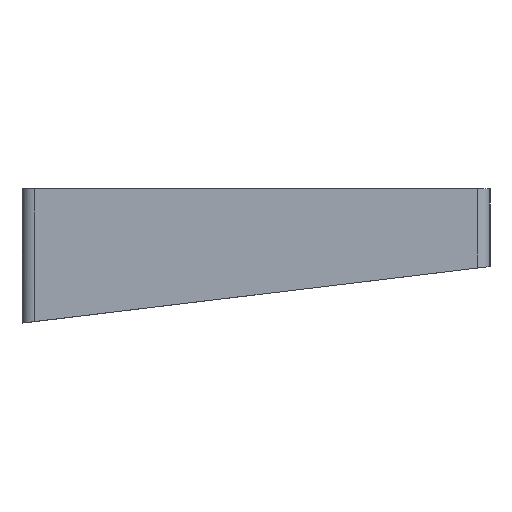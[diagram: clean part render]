
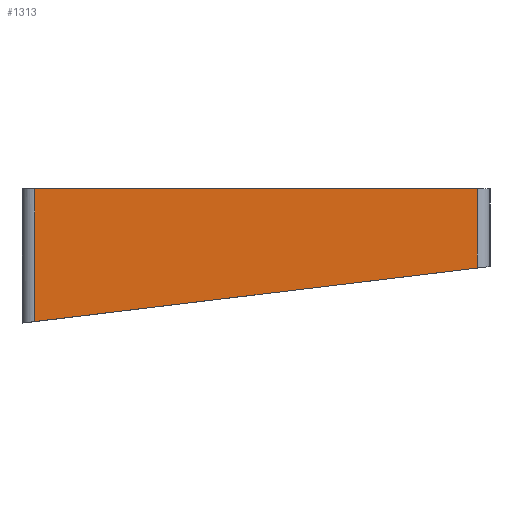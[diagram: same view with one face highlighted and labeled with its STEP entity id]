
A CAD part, left-side view. The second image highlights one B-rep face of the part: STEP entity #1313.
In plain terms, the highlighted planar face has unit normal (-1, 0, 0).
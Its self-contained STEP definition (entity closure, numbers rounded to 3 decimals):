
#155=FACE_OUTER_BOUND('',#237,.T.);
#237=EDGE_LOOP('',(#961,#962,#963,#964));
#326=LINE('',#2043,#447);
#332=LINE('',#2062,#453);
#335=LINE('',#2077,#456);
#336=LINE('',#2078,#457);
#447=VECTOR('',#1614,10.);
#453=VECTOR('',#1630,10.);
#456=VECTOR('',#1645,10.);
#457=VECTOR('',#1646,10.);
#571=VERTEX_POINT('',#2040);
#572=VERTEX_POINT('',#2042);
#580=VERTEX_POINT('',#2060);
#586=VERTEX_POINT('',#2076);
#712=EDGE_CURVE('',#571,#572,#326,.T.);
#722=EDGE_CURVE('',#571,#580,#332,.T.);
#729=EDGE_CURVE('',#586,#580,#335,.T.);
#730=EDGE_CURVE('',#572,#586,#336,.T.);
#961=ORIENTED_EDGE('',*,*,#712,.F.);
#962=ORIENTED_EDGE('',*,*,#722,.T.);
#963=ORIENTED_EDGE('',*,*,#729,.F.);
#964=ORIENTED_EDGE('',*,*,#730,.F.);
#1270=PLANE('',#1414);
#1313=ADVANCED_FACE('',(#155),#1270,.F.);
#1414=AXIS2_PLACEMENT_3D('',#2075,#1643,#1644);
#1614=DIRECTION('',(0.,0.,1.));
#1630=DIRECTION('',(0.,-0.993,0.12));
#1643=DIRECTION('center_axis',(1.,0.,0.));
#1644=DIRECTION('ref_axis',(0.,0.,-1.));
#1645=DIRECTION('',(0.,0.,-1.));
#1646=DIRECTION('',(0.,-1.,0.));
#2040=CARTESIAN_POINT('',(-146.85,52.1,-1.098));
#2042=CARTESIAN_POINT('',(-146.85,52.1,30.147));
#2043=CARTESIAN_POINT('',(-146.85,52.1,7.536));
#2060=CARTESIAN_POINT('',(-146.85,-52.1,11.512));
#2062=CARTESIAN_POINT('',(-146.85,21.736,2.577));
#2075=CARTESIAN_POINT('Origin',(-146.85,0.,-0.002));
#2076=CARTESIAN_POINT('',(-146.85,-52.1,30.147));
#2077=CARTESIAN_POINT('',(-146.85,-52.1,10.431));
#2078=CARTESIAN_POINT('',(-146.85,-25.8,30.147));
